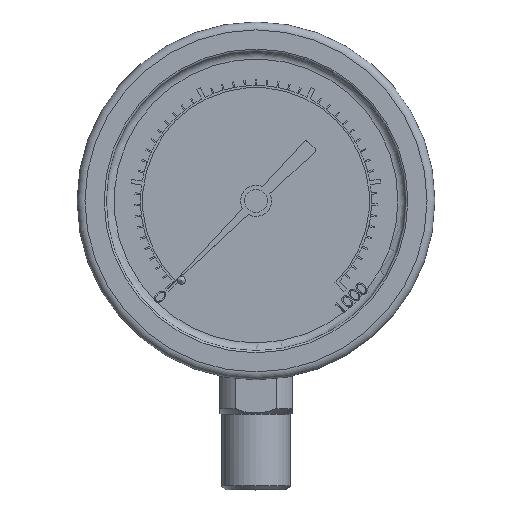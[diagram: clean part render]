
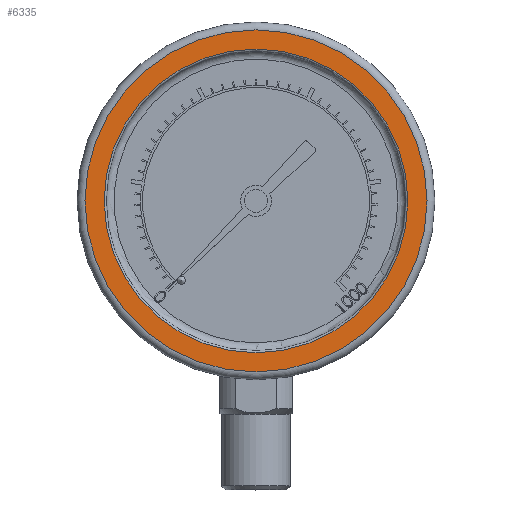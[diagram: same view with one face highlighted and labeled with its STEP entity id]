
A CAD part, top view. The second image highlights one B-rep face of the part: STEP entity #6335.
In plain terms, the highlighted planar face has unit normal (0, 0, 1).
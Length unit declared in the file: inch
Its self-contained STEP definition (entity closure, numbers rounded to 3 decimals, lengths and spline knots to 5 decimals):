
#888 = DIRECTION ( 'NONE',  ( 1., 0., 0. ) ) ;
#961 = CARTESIAN_POINT ( 'NONE',  ( 0., 0., 0. ) ) ;
#1458 = EDGE_CURVE ( 'NONE', #14773, #14773, #6284, .T. ) ;
#2209 = CARTESIAN_POINT ( 'NONE',  ( 0., 0., 0. ) ) ;
#2652 = EDGE_LOOP ( 'NONE', ( #10126 ) ) ;
#2670 = VERTEX_POINT ( 'NONE', #9461 ) ;
#3722 = AXIS2_PLACEMENT_3D ( 'NONE', #2209, #7505, #888 ) ;
#3744 = PLANE ( 'NONE',  #3722 ) ;
#4050 = AXIS2_PLACEMENT_3D ( 'NONE', #961, #5038, #10103 ) ;
#4686 = EDGE_LOOP ( 'NONE', ( #10282 ) ) ;
#5038 = DIRECTION ( 'NONE',  ( 0., 0., 1. ) ) ;
#6284 = CIRCLE ( 'NONE', #4050, 1.2965 ) ;
#6335 = ADVANCED_FACE ( 'NONE', ( #8825, #14125 ), #3744, .T. ) ;
#7505 = DIRECTION ( 'NONE',  ( 0., 0., 1. ) ) ;
#8825 = FACE_BOUND ( 'NONE', #4686, .T. ) ;
#9461 = CARTESIAN_POINT ( 'NONE',  ( 1.151, 0., 0. ) ) ;
#9489 = CARTESIAN_POINT ( 'NONE',  ( 0., 0., 0. ) ) ;
#10103 = DIRECTION ( 'NONE',  ( 1., 0., 0. ) ) ;
#10126 = ORIENTED_EDGE ( 'NONE', *, *, #1458, .T. ) ;
#10282 = ORIENTED_EDGE ( 'NONE', *, *, #14388, .T. ) ;
#11931 = DIRECTION ( 'NONE',  ( 1., 0., 0. ) ) ;
#13207 = CIRCLE ( 'NONE', #14049, 1.151 ) ;
#14049 = AXIS2_PLACEMENT_3D ( 'NONE', #9489, #15938, #11931 ) ;
#14125 = FACE_OUTER_BOUND ( 'NONE', #2652, .T. ) ;
#14388 = EDGE_CURVE ( 'NONE', #2670, #2670, #13207, .T. ) ;
#14773 = VERTEX_POINT ( 'NONE', #15989 ) ;
#15938 = DIRECTION ( 'NONE',  ( 0., 0., -1. ) ) ;
#15989 = CARTESIAN_POINT ( 'NONE',  ( 1.2965, 0., 0. ) ) ;
